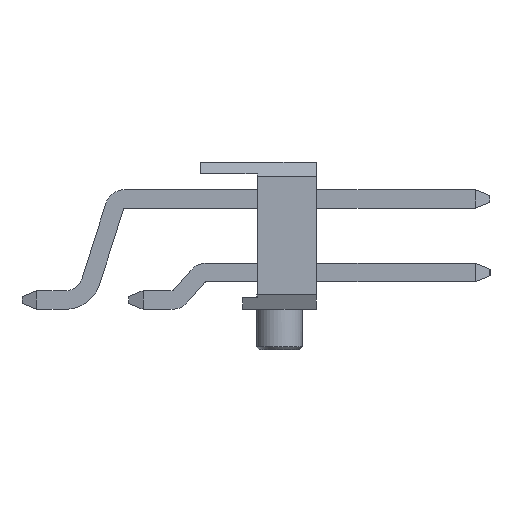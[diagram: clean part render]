
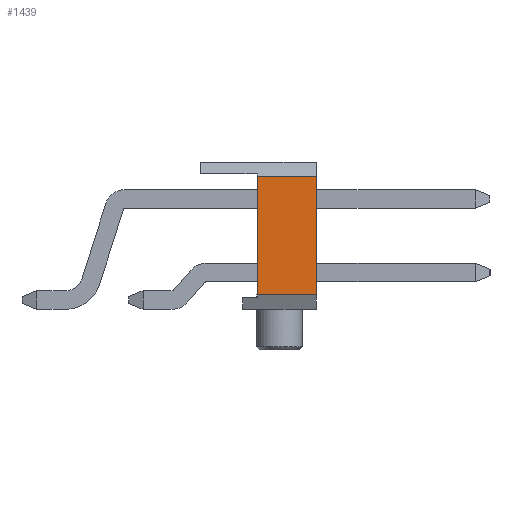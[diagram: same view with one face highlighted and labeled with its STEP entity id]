
A CAD part, left-side view. The second image highlights one B-rep face of the part: STEP entity #1439.
In plain terms, the highlighted planar face has unit normal (-1, 0, 0).
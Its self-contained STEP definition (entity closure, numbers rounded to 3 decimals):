
#1439 = ADVANCED_FACE( '', ( #2780 ), #2781, .T. );
#2780 = FACE_OUTER_BOUND( '', #4050, .T. );
#2781 = PLANE( '', #4051 );
#4050 = EDGE_LOOP( '', ( #7628, #7629, #7630, #7631 ) );
#4051 = AXIS2_PLACEMENT_3D( '', #7632, #7633, #7634 );
#7628 = ORIENTED_EDGE( '', *, *, #8955, .F. );
#7629 = ORIENTED_EDGE( '', *, *, #8829, .T. );
#7630 = ORIENTED_EDGE( '', *, *, #9062, .F. );
#7631 = ORIENTED_EDGE( '', *, *, #8013, .T. );
#7632 = CARTESIAN_POINT( '', ( -12.7, 0., 0. ) );
#7633 = DIRECTION( '', ( -1., 0., 0. ) );
#7634 = DIRECTION( '', ( 0., 0., 1. ) );
#8013 = EDGE_CURVE( '', #9647, #9645, #9648, .T. );
#8829 = EDGE_CURVE( '', #10829, #10827, #10830, .T. );
#8955 = EDGE_CURVE( '', #10829, #9645, #10973, .T. );
#9062 = EDGE_CURVE( '', #9647, #10827, #11084, .T. );
#9645 = VERTEX_POINT( '', #11902 );
#9647 = VERTEX_POINT( '', #11905 );
#9648 = LINE( '', #11906, #11907 );
#10827 = VERTEX_POINT( '', #13688 );
#10829 = VERTEX_POINT( '', #13691 );
#10830 = LINE( '', #13692, #13693 );
#10973 = LINE( '', #13911, #13912 );
#11084 = LINE( '', #14067, #14068 );
#11902 = CARTESIAN_POINT( '', ( -12.7, -1.27, 2.04 ) );
#11905 = CARTESIAN_POINT( '', ( -12.7, -1.27, -2.04 ) );
#11906 = CARTESIAN_POINT( '', ( -12.7, -1.27, -2.54 ) );
#11907 = VECTOR( '', #14386, 1000. );
#13688 = CARTESIAN_POINT( '', ( -12.7, 0.77, -2.04 ) );
#13691 = CARTESIAN_POINT( '', ( -12.7, 0.77, 2.04 ) );
#13692 = CARTESIAN_POINT( '', ( -12.7, 0.77, -2.14 ) );
#13693 = VECTOR( '', #15074, 1000. );
#13911 = CARTESIAN_POINT( '', ( -12.7, 0., 2.04 ) );
#13912 = VECTOR( '', #15150, 1000. );
#14067 = CARTESIAN_POINT( '', ( -12.7, 0., -2.04 ) );
#14068 = VECTOR( '', #15204, 1000. );
#14386 = DIRECTION( '', ( 0., 0., 1. ) );
#15074 = DIRECTION( '', ( 0., 0., -1. ) );
#15150 = DIRECTION( '', ( 0., -1., 0. ) );
#15204 = DIRECTION( '', ( 0., 1., 0. ) );
